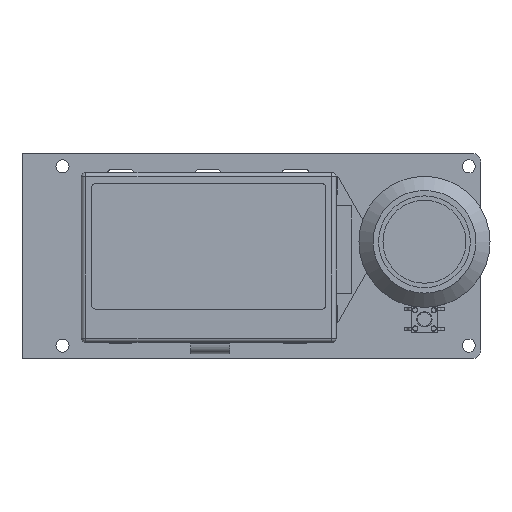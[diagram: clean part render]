
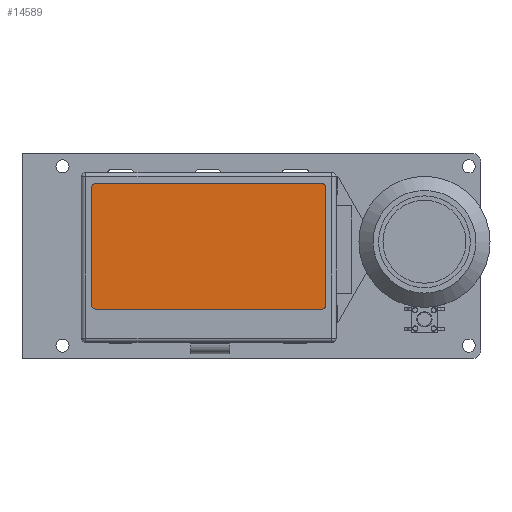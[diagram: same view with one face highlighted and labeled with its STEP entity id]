
A CAD part, top view. The second image highlights one B-rep face of the part: STEP entity #14589.
In plain terms, the highlighted face is planar.
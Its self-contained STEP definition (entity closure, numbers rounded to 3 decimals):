
#1068=FACE_OUTER_BOUND('',#1903,.T.);
#1903=EDGE_LOOP('',(#9842,#9843,#9844,#9845));
#2921=LINE('',#21059,#4495);
#2924=LINE('',#21064,#4498);
#2926=LINE('',#21068,#4500);
#2927=LINE('',#21070,#4501);
#4495=VECTOR('',#17047,30.7);
#4498=VECTOR('',#17052,55.7);
#4500=VECTOR('',#17056,30.7);
#4501=VECTOR('',#17059,55.7);
#6005=VERTEX_POINT('',#21056);
#6006=VERTEX_POINT('',#21058);
#6007=VERTEX_POINT('',#21062);
#6008=VERTEX_POINT('',#21066);
#7477=EDGE_CURVE('',#6006,#6005,#2921,.T.);
#7480=EDGE_CURVE('',#6005,#6007,#2924,.T.);
#7482=EDGE_CURVE('',#6007,#6008,#2926,.T.);
#7483=EDGE_CURVE('',#6008,#6006,#2927,.T.);
#9842=ORIENTED_EDGE('',*,*,#7477,.T.);
#9843=ORIENTED_EDGE('',*,*,#7480,.T.);
#9844=ORIENTED_EDGE('',*,*,#7482,.T.);
#9845=ORIENTED_EDGE('',*,*,#7483,.T.);
#13765=PLANE('',#15542);
#14589=ADVANCED_FACE('',(#1068),#13765,.F.);
#15542=AXIS2_PLACEMENT_3D('',#21071,#17060,#17061);
#17047=DIRECTION('',(0.,0.,-1.));
#17052=DIRECTION('',(-1.,0.,0.));
#17056=DIRECTION('',(0.,0.,1.));
#17059=DIRECTION('',(1.,0.,0.));
#17060=DIRECTION('center_axis',(0.,-1.,0.));
#17061=DIRECTION('ref_axis',(0.,0.,-1.));
#21056=CARTESIAN_POINT('',(27.85,2.6,-15.35));
#21058=CARTESIAN_POINT('',(27.85,2.6,15.35));
#21059=CARTESIAN_POINT('',(27.85,2.6,15.35));
#21062=CARTESIAN_POINT('',(-27.85,2.6,-15.35));
#21064=CARTESIAN_POINT('',(27.85,2.6,-15.35));
#21066=CARTESIAN_POINT('',(-27.85,2.6,15.35));
#21068=CARTESIAN_POINT('',(-27.85,2.6,-15.35));
#21070=CARTESIAN_POINT('',(-27.85,2.6,15.35));
#21071=CARTESIAN_POINT('Origin',(0.,2.6,0.));
